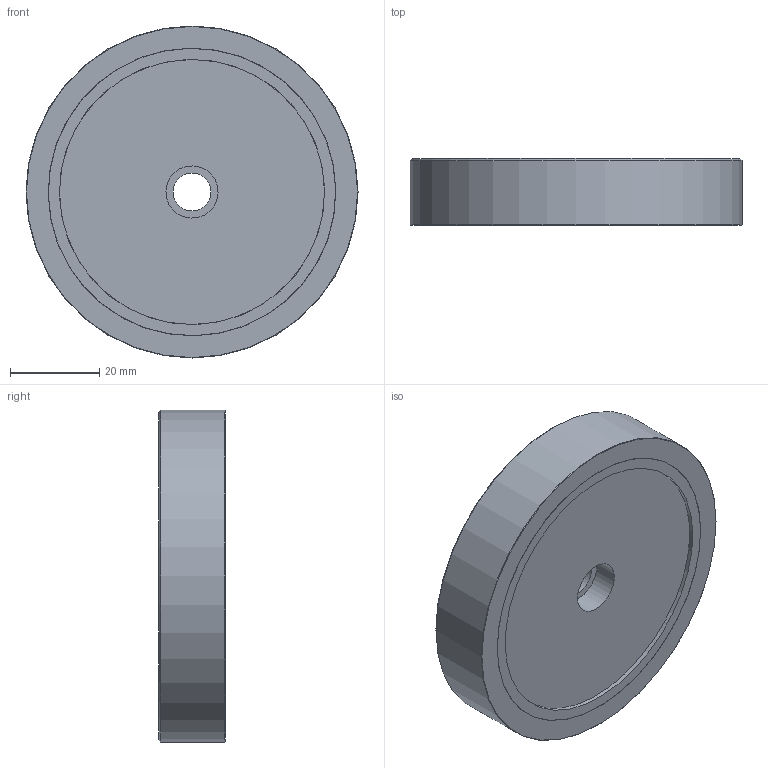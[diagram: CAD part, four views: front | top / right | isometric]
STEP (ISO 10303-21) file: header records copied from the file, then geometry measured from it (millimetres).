
FILE_DESCRIPTION(/* description */ (''),/* implementation_level */ '2;1');
FILE_NAME(/* name */ 'GM17445 -.stp',/* time_stamp */ '2019-10-01T11:56:47+02:00',/* author */ ('PV'),/* organization */ (''),/* preprocessor_version */ 'ST-DEVELOPER v17.2',/* originating_system */ 'Autodesk Inventor 2019',/* authorisation */ '');
FILE_SCHEMA (('AUTOMOTIVE_DESIGN { 1 0 10303 214 3 1 1 }'));
Length unit declared in the file: millimetre
Products named in the file (4): GM17445; E0121024; E0121025; E0121023
Assembly tree (3 placements, depth 2):
  GM17445
    E0121024
    E0121025
    E0121023
Bounding box: 74.6 x 15 x 74.6 mm (x, y, z)
Volume: 61800.7 mm3; surface area: 23766.2 mm2
Topology: 3 solids, 3 shells, 16 faces, 28 edges, 19 vertices
Faces by surface type: cylinder 7, plane 7, cone 2
Full cylindrical faces by diameter (mm): 8.5 x1, 11.7 x1, 59.6 x2, 64.6 x2, 74.6 x1
Entity records: 558 total; most frequent: DIRECTION 93, CARTESIAN_POINT 70, ORIENTED_EDGE 56, AXIS2_PLACEMENT_3D 42, EDGE_CURVE 28, EDGE_LOOP 23, CIRCLE 19, VERTEX_POINT 19
